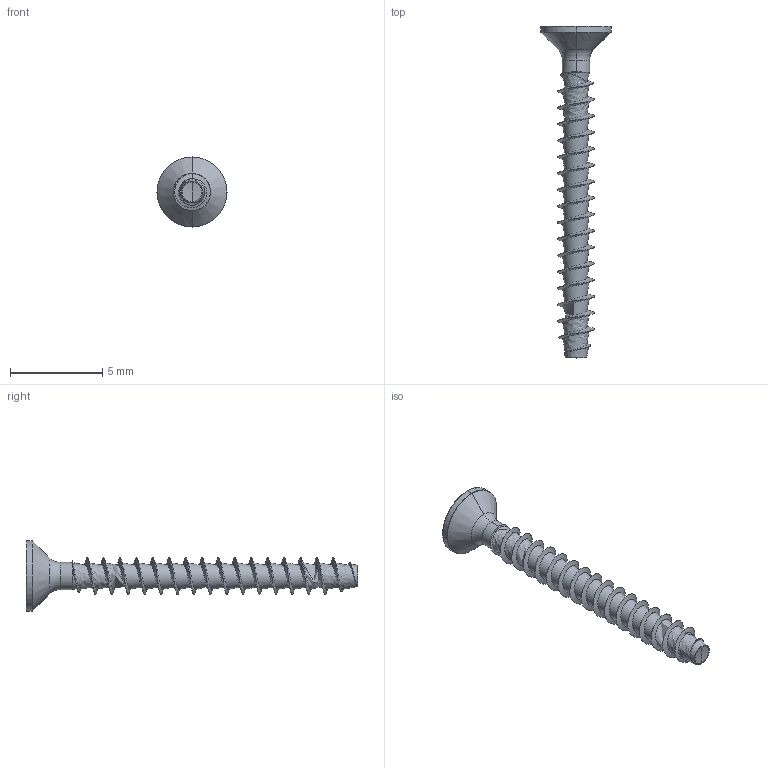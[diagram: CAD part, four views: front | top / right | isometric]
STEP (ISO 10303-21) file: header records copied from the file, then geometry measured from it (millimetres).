
FILE_DESCRIPTION (( 'STEP AP203' ), '1' );
FILE_NAME ('STP33A0200180.STEP', '2017-11-16T19:54:31', ( '' ), ( '' ), 'SwSTEP 2.0', 'SolidWorks 2015', '' );
FILE_SCHEMA (( 'CONFIG_CONTROL_DESIGN' ));
Length unit declared in the file: millimetre
Products named in the file (1): STP33A0200180
Bounding box: 3.8 x 18 x 3.8 mm (x, y, z)
Volume: 35 mm3; surface area: 153.5 mm2
Topology: 1 solids, 1 shells, 159 faces, 350 edges, 193 vertices
Faces by surface type: bspline 48, cylinder 45, sphere 26, plane 22, cone 12, torus 6
Entity records: 17085 total; most frequent: CARTESIAN_POINT 13887, ORIENTED_EDGE 696, DIRECTION 599, EDGE_CURVE 348, AXIS2_PLACEMENT_3D 249, VERTEX_POINT 193, EDGE_LOOP 161, ADVANCED_FACE 159
